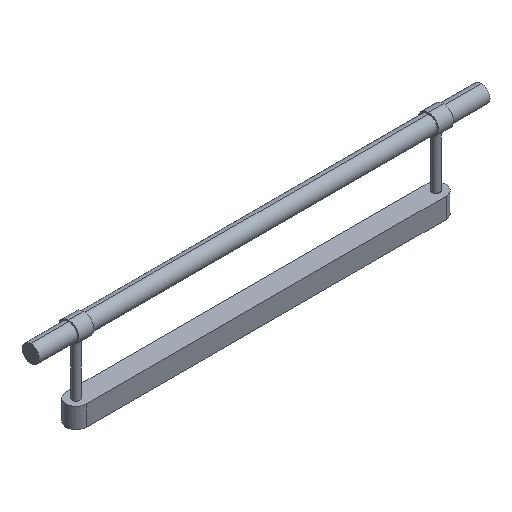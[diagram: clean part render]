
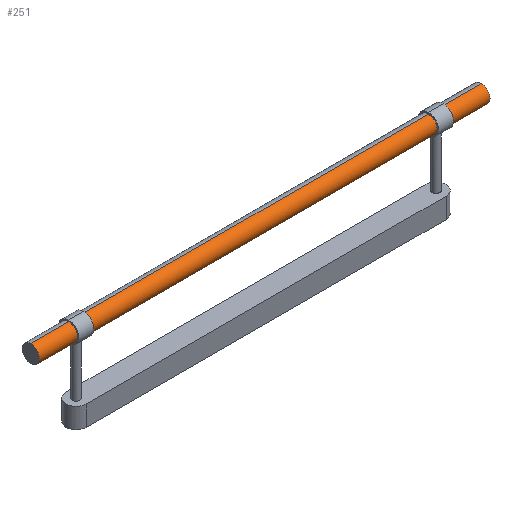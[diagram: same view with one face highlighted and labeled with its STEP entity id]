
A CAD part, isometric view. The second image highlights one B-rep face of the part: STEP entity #251.
In plain terms, the highlighted cylindrical face has radius 11.5 mm (diameter 23 mm), a partial arc.
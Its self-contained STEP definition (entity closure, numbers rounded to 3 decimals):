
#13 = AXIS2_PLACEMENT_3D ( 'NONE', #415, #1016, #409 ) ;
#68 = CARTESIAN_POINT ( 'NONE',  ( -300., 0., 97. ) ) ;
#77 = DIRECTION ( 'NONE',  ( 1., 0., 0. ) ) ;
#155 = FACE_OUTER_BOUND ( 'NONE', #802, .T. ) ;
#178 = CARTESIAN_POINT ( 'NONE',  ( 300., 0., 97. ) ) ;
#188 = AXIS2_PLACEMENT_3D ( 'NONE', #1017, #423, #582 ) ;
#236 = LINE ( 'NONE', #245, #352 ) ;
#245 = CARTESIAN_POINT ( 'NONE',  ( 300., 0., 120. ) ) ;
#247 = ORIENTED_EDGE ( 'NONE', *, *, #327, .T. ) ;
#251 = ADVANCED_FACE ( 'NONE', ( #155 ), #483, .T. ) ;
#269 = DIRECTION ( 'NONE',  ( -1., 0., 0. ) ) ;
#280 = CIRCLE ( 'NONE', #188, 11.5 ) ;
#317 = CARTESIAN_POINT ( 'NONE',  ( 300., 0., 120. ) ) ;
#327 = EDGE_CURVE ( 'NONE', #538, #910, #236, .T. ) ;
#352 = VECTOR ( 'NONE', #589, 1000. ) ;
#408 = CARTESIAN_POINT ( 'NONE',  ( 300., 0., 97. ) ) ;
#409 = DIRECTION ( 'NONE',  ( 0., 0., 1. ) ) ;
#415 = CARTESIAN_POINT ( 'NONE',  ( 300., 0., 108.5 ) ) ;
#423 = DIRECTION ( 'NONE',  ( 1., 0., 0. ) ) ;
#483 = CYLINDRICAL_SURFACE ( 'NONE', #13, 11.5 ) ;
#538 = VERTEX_POINT ( 'NONE', #317 ) ;
#557 = VERTEX_POINT ( 'NONE', #408 ) ;
#582 = DIRECTION ( 'NONE',  ( 0., 0., -1. ) ) ;
#587 = CARTESIAN_POINT ( 'NONE',  ( -300., 0., 120. ) ) ;
#589 = DIRECTION ( 'NONE',  ( -1., 0., 0. ) ) ;
#663 = CARTESIAN_POINT ( 'NONE',  ( -300., 0., 108.5 ) ) ;
#671 = ORIENTED_EDGE ( 'NONE', *, *, #934, .T. ) ;
#700 = ORIENTED_EDGE ( 'NONE', *, *, #1032, .F. ) ;
#729 = ORIENTED_EDGE ( 'NONE', *, *, #816, .F. ) ;
#790 = LINE ( 'NONE', #178, #818 ) ;
#801 = VERTEX_POINT ( 'NONE', #68 ) ;
#802 = EDGE_LOOP ( 'NONE', ( #700, #729, #247, #671 ) ) ;
#816 = EDGE_CURVE ( 'NONE', #538, #557, #280, .T. ) ;
#818 = VECTOR ( 'NONE', #269, 1000. ) ;
#819 = CIRCLE ( 'NONE', #1115, 11.5 ) ;
#910 = VERTEX_POINT ( 'NONE', #587 ) ;
#934 = EDGE_CURVE ( 'NONE', #910, #801, #819, .T. ) ;
#1016 = DIRECTION ( 'NONE',  ( -1., 0., 0. ) ) ;
#1017 = CARTESIAN_POINT ( 'NONE',  ( 300., 0., 108.5 ) ) ;
#1021 = DIRECTION ( 'NONE',  ( 0., 0., -1. ) ) ;
#1032 = EDGE_CURVE ( 'NONE', #557, #801, #790, .T. ) ;
#1115 = AXIS2_PLACEMENT_3D ( 'NONE', #663, #77, #1021 ) ;
